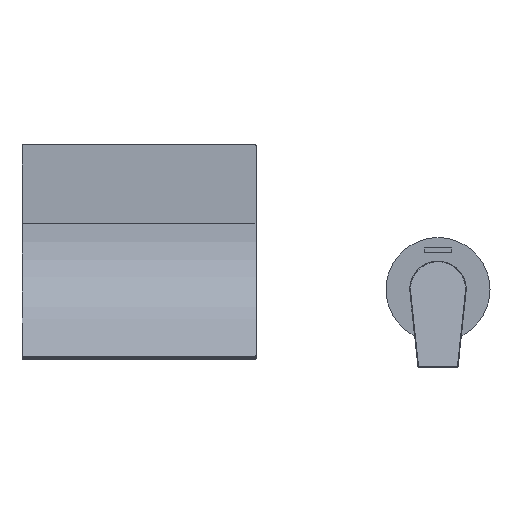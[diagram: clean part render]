
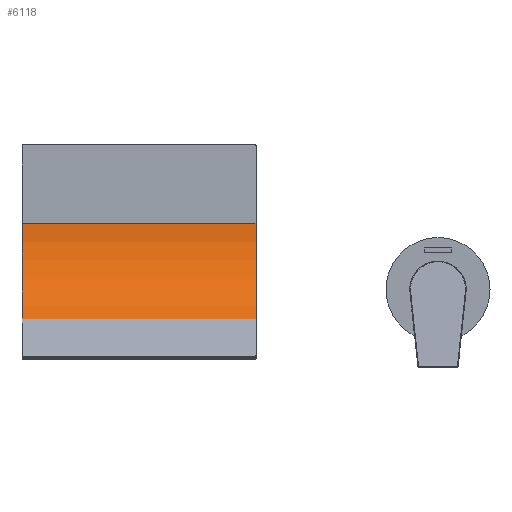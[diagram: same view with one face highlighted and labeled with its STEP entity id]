
A CAD part, top view. The second image highlights one B-rep face of the part: STEP entity #6118.
In plain terms, the highlighted cylindrical face has radius 90 mm (diameter 180 mm), a partial arc.
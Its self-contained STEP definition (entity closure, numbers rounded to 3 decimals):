
#30 = LINE ( 'NONE', #6166, #4690 ) ;
#461 = VECTOR ( 'NONE', #6146, 1000. ) ;
#490 = CIRCLE ( 'NONE', #5737, 90. ) ;
#527 = CARTESIAN_POINT ( 'NONE',  ( -140., -52.772, 100.478 ) ) ;
#1085 = EDGE_CURVE ( 'NONE', #8189, #6346, #3789, .T. ) ;
#1111 = CARTESIAN_POINT ( 'NONE',  ( -320., -52.772, 100.478 ) ) ;
#1112 = AXIS2_PLACEMENT_3D ( 'NONE', #11326, #8450, #3902 ) ;
#1267 = EDGE_LOOP ( 'NONE', ( #11270, #5859, #7474, #10321 ) ) ;
#1465 = CARTESIAN_POINT ( 'NONE',  ( -140., 20.951, 152.1 ) ) ;
#1496 = DIRECTION ( 'NONE',  ( 1., 0., 0. ) ) ;
#2545 = EDGE_CURVE ( 'NONE', #9402, #8189, #10924, .T. ) ;
#3166 = FACE_OUTER_BOUND ( 'NONE', #1267, .T. ) ;
#3262 = DIRECTION ( 'NONE',  ( 0., 0., 1. ) ) ;
#3789 = CIRCLE ( 'NONE', #1112, 90. ) ;
#3902 = DIRECTION ( 'NONE',  ( 0., 0., 1. ) ) ;
#4690 = VECTOR ( 'NONE', #1496, 1000. ) ;
#4913 = AXIS2_PLACEMENT_3D ( 'NONE', #8365, #11315, #5593 ) ;
#5077 = CYLINDRICAL_SURFACE ( 'NONE', #4913, 90. ) ;
#5259 = CARTESIAN_POINT ( 'NONE',  ( -140., 20.951, 62.1 ) ) ;
#5593 = DIRECTION ( 'NONE',  ( 0., 0., 1. ) ) ;
#5737 = AXIS2_PLACEMENT_3D ( 'NONE', #1465, #8824, #3262 ) ;
#5859 = ORIENTED_EDGE ( 'NONE', *, *, #1085, .F. ) ;
#6118 = ADVANCED_FACE ( 'NONE', ( #3166 ), #5077, .F. ) ;
#6146 = DIRECTION ( 'NONE',  ( -1., 0., 0. ) ) ;
#6166 = CARTESIAN_POINT ( 'NONE',  ( -320., 20.951, 62.1 ) ) ;
#6346 = VERTEX_POINT ( 'NONE', #8028 ) ;
#7255 = VERTEX_POINT ( 'NONE', #5259 ) ;
#7474 = ORIENTED_EDGE ( 'NONE', *, *, #2545, .F. ) ;
#8028 = CARTESIAN_POINT ( 'NONE',  ( -320., 20.951, 62.1 ) ) ;
#8189 = VERTEX_POINT ( 'NONE', #1111 ) ;
#8365 = CARTESIAN_POINT ( 'NONE',  ( -320., 20.951, 152.1 ) ) ;
#8450 = DIRECTION ( 'NONE',  ( 1., 0., 0. ) ) ;
#8824 = DIRECTION ( 'NONE',  ( 1., 0., 0. ) ) ;
#9402 = VERTEX_POINT ( 'NONE', #527 ) ;
#10321 = ORIENTED_EDGE ( 'NONE', *, *, #11293, .T. ) ;
#10924 = LINE ( 'NONE', #11889, #461 ) ;
#11270 = ORIENTED_EDGE ( 'NONE', *, *, #11697, .F. ) ;
#11293 = EDGE_CURVE ( 'NONE', #9402, #7255, #490, .T. ) ;
#11315 = DIRECTION ( 'NONE',  ( 1., 0., 0. ) ) ;
#11326 = CARTESIAN_POINT ( 'NONE',  ( -320., 20.951, 152.1 ) ) ;
#11697 = EDGE_CURVE ( 'NONE', #6346, #7255, #30, .T. ) ;
#11889 = CARTESIAN_POINT ( 'NONE',  ( -320., -52.772, 100.478 ) ) ;
